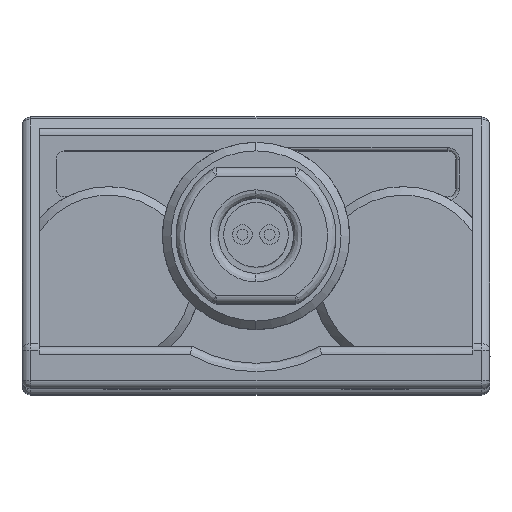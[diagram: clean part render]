
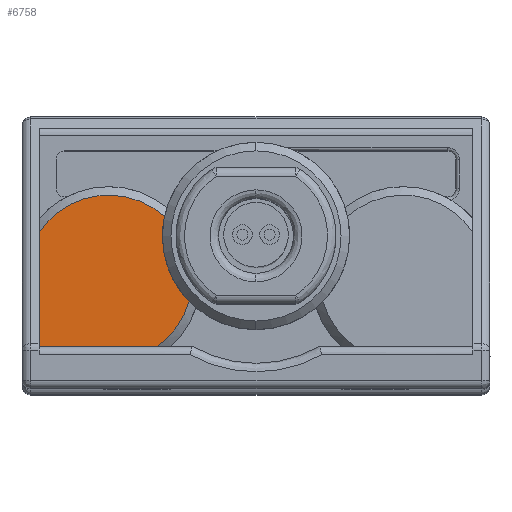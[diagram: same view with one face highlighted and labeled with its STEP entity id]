
A CAD part, top view. The second image highlights one B-rep face of the part: STEP entity #6758.
In plain terms, the highlighted face is planar.
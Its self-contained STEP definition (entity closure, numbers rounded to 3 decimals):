
#41 = DIRECTION ( 'NONE',  ( 1., 0., 0. ) ) ;
#213 = CARTESIAN_POINT ( 'NONE',  ( 5., 2.148, 5.379 ) ) ;
#451 = CARTESIAN_POINT ( 'NONE',  ( 5., 1., 5.5 ) ) ;
#689 = EDGE_CURVE ( 'NONE', #706, #8407, #5736, .T. ) ;
#706 = VERTEX_POINT ( 'NONE', #3074 ) ;
#717 = DIRECTION ( 'NONE',  ( 0., -1., 0. ) ) ;
#775 = ORIENTED_EDGE ( 'NONE', *, *, #4140, .T. ) ;
#982 = DIRECTION ( 'NONE',  ( 1., 0., 0. ) ) ;
#1026 = EDGE_CURVE ( 'NONE', #1770, #2292, #4809, .T. ) ;
#1136 = VECTOR ( 'NONE', #8397, 1000. ) ;
#1219 = AXIS2_PLACEMENT_3D ( 'NONE', #1357, #2776, #7379 ) ;
#1357 = CARTESIAN_POINT ( 'NONE',  ( 5., 1., 0. ) ) ;
#1456 = CARTESIAN_POINT ( 'NONE',  ( 5., -2.841, 3.937 ) ) ;
#1602 = VERTEX_POINT ( 'NONE', #9672 ) ;
#1720 = CARTESIAN_POINT ( 'NONE',  ( 5., -5.5, 8.317 ) ) ;
#1770 = VERTEX_POINT ( 'NONE', #451 ) ;
#1847 = ORIENTED_EDGE ( 'NONE', *, *, #7857, .T. ) ;
#2010 = CIRCLE ( 'NONE', #3264, 4.9 ) ;
#2280 = CARTESIAN_POINT ( 'NONE',  ( 5., -1.5, 8.65 ) ) ;
#2292 = VERTEX_POINT ( 'NONE', #213 ) ;
#2557 = DIRECTION ( 'NONE',  ( 0., 0., 1. ) ) ;
#2676 = EDGE_LOOP ( 'NONE', ( #775, #7940, #3451, #6729, #1847, #8916 ) ) ;
#2776 = DIRECTION ( 'NONE',  ( -1., 0., 0. ) ) ;
#2817 = CARTESIAN_POINT ( 'NONE',  ( 5., 1.183, 12.75 ) ) ;
#2856 = FACE_OUTER_BOUND ( 'NONE', #2676, .T. ) ;
#2901 = CARTESIAN_POINT ( 'NONE',  ( 5., -5.5, 12.75 ) ) ;
#2972 = DIRECTION ( 'NONE',  ( 1., 0., 0. ) ) ;
#3074 = CARTESIAN_POINT ( 'NONE',  ( 5., -5.5, 5.82 ) ) ;
#3106 = CARTESIAN_POINT ( 'NONE',  ( 5., -1.023, 12.75 ) ) ;
#3264 = AXIS2_PLACEMENT_3D ( 'NONE', #2280, #2972, #717 ) ;
#3451 = ORIENTED_EDGE ( 'NONE', *, *, #5946, .T. ) ;
#3923 = VECTOR ( 'NONE', #9330, 1000. ) ;
#3927 = CARTESIAN_POINT ( 'NONE',  ( 5., 1., 0. ) ) ;
#4140 = EDGE_CURVE ( 'NONE', #2292, #5644, #2010, .T. ) ;
#4424 = AXIS2_PLACEMENT_3D ( 'NONE', #3927, #7057, #2557 ) ;
#4549 = CARTESIAN_POINT ( 'NONE',  ( 5., -1.5, 8.65 ) ) ;
#4809 = CIRCLE ( 'NONE', #1219, 5.5 ) ;
#5436 = LINE ( 'NONE', #1720, #3923 ) ;
#5644 = VERTEX_POINT ( 'NONE', #2817 ) ;
#5736 = CIRCLE ( 'NONE', #8240, 4.9 ) ;
#5839 = PLANE ( 'NONE',  #8315 ) ;
#5946 = EDGE_CURVE ( 'NONE', #1602, #706, #5436, .T. ) ;
#6729 = ORIENTED_EDGE ( 'NONE', *, *, #689, .T. ) ;
#6758 = ADVANCED_FACE ( 'NONE', ( #2856 ), #5839, .T. ) ;
#6878 = DIRECTION ( 'NONE',  ( 0., -1., 0. ) ) ;
#6942 = DIRECTION ( 'NONE',  ( 0., 0., -1. ) ) ;
#7057 = DIRECTION ( 'NONE',  ( -1., 0., 0. ) ) ;
#7379 = DIRECTION ( 'NONE',  ( 0., 0., 1. ) ) ;
#7387 = EDGE_CURVE ( 'NONE', #5644, #1602, #9141, .T. ) ;
#7857 = EDGE_CURVE ( 'NONE', #8407, #1770, #9121, .T. ) ;
#7940 = ORIENTED_EDGE ( 'NONE', *, *, #7387, .T. ) ;
#8240 = AXIS2_PLACEMENT_3D ( 'NONE', #4549, #41, #6878 ) ;
#8315 = AXIS2_PLACEMENT_3D ( 'NONE', #2901, #982, #6942 ) ;
#8397 = DIRECTION ( 'NONE',  ( 0., -1., 0. ) ) ;
#8407 = VERTEX_POINT ( 'NONE', #1456 ) ;
#8916 = ORIENTED_EDGE ( 'NONE', *, *, #1026, .T. ) ;
#9121 = CIRCLE ( 'NONE', #4424, 5.5 ) ;
#9141 = LINE ( 'NONE', #3106, #1136 ) ;
#9330 = DIRECTION ( 'NONE',  ( 0., 0., -1. ) ) ;
#9672 = CARTESIAN_POINT ( 'NONE',  ( 5., -5.5, 12.75 ) ) ;
